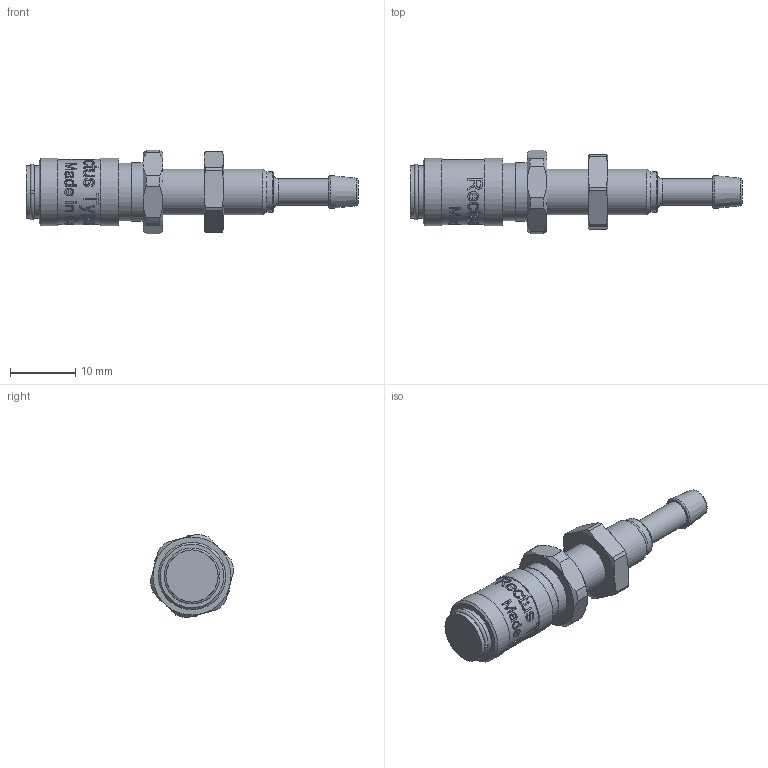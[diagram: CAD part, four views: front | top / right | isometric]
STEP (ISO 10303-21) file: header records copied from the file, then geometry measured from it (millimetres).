
FILE_DESCRIPTION((''),'2;1');
FILE_NAME('20kats04mpn.stp','2013-12-05T08:39:50',('IA176480'),(''),'Autodesk Inventor 2013','Autodesk Inventor 2013','');
FILE_SCHEMA(('AUTOMOTIVE_DESIGN { 1 0 10303 214 1 1 1 1 }'));
Length unit declared in the file: millimetre
Products named in the file (1): D108713
Bounding box: 51.05 x 12.89 x 12.89 mm (x, y, z)
Volume: 2580.7 mm3; surface area: 2732.9 mm2
Topology: 2 solids, 6 shells, 497 faces, 1269 edges, 832 vertices
Faces by surface type: bspline 200, plane 170, cylinder 78, cone 41, torus 8
Full cylindrical faces by diameter (mm): 4.1 x1, 6.2 x1, 6.38 x2, 6.45 x1, 6.5 x1, 6.8 x1, 7 x2, 7.3 x1, 7.4 x1, 7.46 x1, 7.8 x2, 8 x3, 8.1 x1, 8.15 x2, 8.9 x1, 9 x1, 9.15 x1, 9.2 x1, 10 x1, 10.35 x2
Entity records: 64550 total; most frequent: CARTESIAN_POINT 53849, ORIENTED_EDGE 2414, DIRECTION 1413, EDGE_CURVE 1207, VERTEX_POINT 819, EDGE_LOOP 606, B_SPLINE_CURVE_WITH_KNOTS 539, FACE_OUTER_BOUND 497
